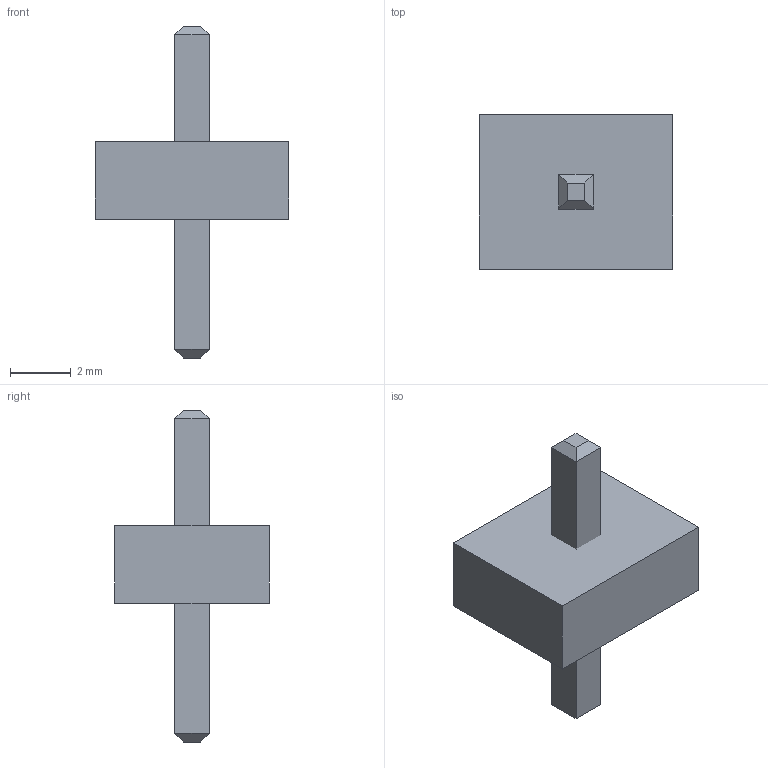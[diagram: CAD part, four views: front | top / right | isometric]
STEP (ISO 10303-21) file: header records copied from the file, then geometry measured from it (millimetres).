
FILE_DESCRIPTION(/* description */ ('model of Samtec_HPM-01-05-x-S_Straight_1x01_Pitch5.08mm'),/* implementation_level */ '2;1');
FILE_NAME(/* name */ 'Samtec_HPM-01-05-x-S_Straight_1x01_Pitch5.08mm.step',/* time_stamp */ '2023-01-04T12:13:53',/* author */ ('KiCAD','kicad'),/* organization */ ('OCCT'),/* preprocessor_version */ '',/* originating_system */ 'KiCAD',/* authorisation */ '');
FILE_SCHEMA(('AUTOMOTIVE_DESIGN { 1 0 10303 214 1 1 1 1 }'));
Length unit declared in the file: millimetre
Products named in the file (7): CQ assembly; df3952bc-8c20-11ed-b7ac-a0cec80452fd; df3952bc-8c20-11ed-b7ac-a0cec80452fd_part; df39576c-8c20-11ed-b7ac-a0cec80452fd; df39576c-8c20-11ed-b7ac-a0cec80452fd_part; df395a1e-8c20-11ed-b7ac-a0cec80452fd; df395a1e-8c20-11ed-b7ac-a0cec80452fd_part
Assembly tree (6 placements, depth 4):
  CQ assembly
    df3952bc-8c20-11ed-b7ac-a0cec80452fd
      df3952bc-8c20-11ed-b7ac-a0cec80452fd_part
      df39576c-8c20-11ed-b7ac-a0cec80452fd
        df39576c-8c20-11ed-b7ac-a0cec80452fd_part
      df395a1e-8c20-11ed-b7ac-a0cec80452fd
        df395a1e-8c20-11ed-b7ac-a0cec80452fd_part
Bounding box: 6.35 x 5.08 x 10.92 mm (x, y, z)
Volume: 95.8 mm3; surface area: 173.2 mm2
Topology: 2 solids, 2 shells, 20 faces, 40 edges, 24 vertices
Faces by surface type: plane 20
Entity records: 634 total; most frequent: DIRECTION 94, CARTESIAN_POINT 91, ORIENTED_EDGE 80, EDGE_CURVE 40, LINE 40, VECTOR 40, AXIS2_PLACEMENT_3D 27, VERTEX_POINT 24
